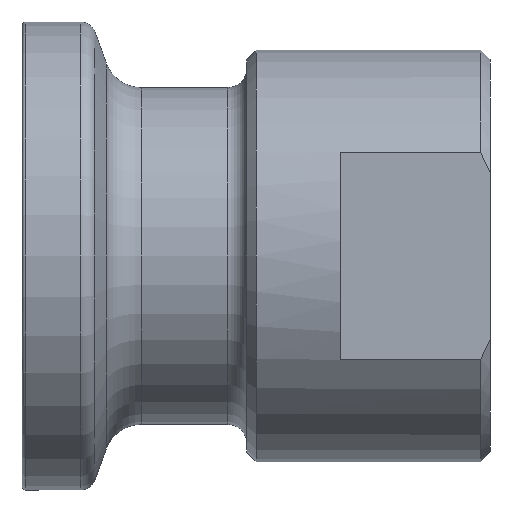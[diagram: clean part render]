
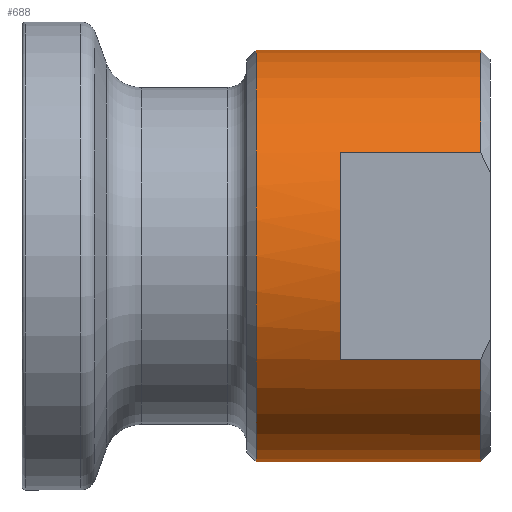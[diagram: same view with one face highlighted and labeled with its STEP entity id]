
A CAD part, front view. The second image highlights one B-rep face of the part: STEP entity #688.
In plain terms, the highlighted cylindrical face has radius 11 mm (diameter 22 mm), a partial arc.
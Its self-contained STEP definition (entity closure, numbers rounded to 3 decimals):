
#30 = DIRECTION ( 'NONE',  ( 1., 0., 0. ) ) ;
#36 = VERTEX_POINT ( 'NONE', #306 ) ;
#58 = CIRCLE ( 'NONE', #254, 11. ) ;
#62 = LINE ( 'NONE', #637, #1149 ) ;
#70 = DIRECTION ( 'NONE',  ( -1., 0., 0. ) ) ;
#144 = CARTESIAN_POINT ( 'NONE',  ( 24.5, 0., 0. ) ) ;
#156 = CIRCLE ( 'NONE', #1190, 11. ) ;
#193 = LINE ( 'NONE', #335, #1261 ) ;
#196 = DIRECTION ( 'NONE',  ( -1., 0., 0. ) ) ;
#254 = AXIS2_PLACEMENT_3D ( 'NONE', #1309, #328, #626 ) ;
#281 = VERTEX_POINT ( 'NONE', #885 ) ;
#288 = EDGE_CURVE ( 'NONE', #1085, #1052, #58, .T. ) ;
#289 = VERTEX_POINT ( 'NONE', #609 ) ;
#306 = CARTESIAN_POINT ( 'NONE',  ( 12.5, 0., -11. ) ) ;
#321 = CIRCLE ( 'NONE', #1257, 11. ) ;
#328 = DIRECTION ( 'NONE',  ( -1., 0., 0. ) ) ;
#335 = CARTESIAN_POINT ( 'NONE',  ( 0., -9.5, 5.545 ) ) ;
#359 = EDGE_CURVE ( 'NONE', #289, #830, #62, .T. ) ;
#383 = DIRECTION ( 'NONE',  ( 0., 0., 1. ) ) ;
#425 = LINE ( 'NONE', #757, #537 ) ;
#431 = CARTESIAN_POINT ( 'NONE',  ( 0., 0., 0. ) ) ;
#443 = AXIS2_PLACEMENT_3D ( 'NONE', #1186, #880, #874 ) ;
#470 = ORIENTED_EDGE ( 'NONE', *, *, #359, .T. ) ;
#476 = ORIENTED_EDGE ( 'NONE', *, *, #1428, .T. ) ;
#490 = LINE ( 'NONE', #926, #1346 ) ;
#502 = ORIENTED_EDGE ( 'NONE', *, *, #847, .T. ) ;
#526 = DIRECTION ( 'NONE',  ( -1., 0., 0. ) ) ;
#537 = VECTOR ( 'NONE', #196, 1000. ) ;
#541 = ORIENTED_EDGE ( 'NONE', *, *, #952, .F. ) ;
#551 = DIRECTION ( 'NONE',  ( 0., 0., 1. ) ) ;
#555 = EDGE_LOOP ( 'NONE', ( #541, #623, #1252, #682, #476, #1384, #470, #502 ) ) ;
#573 = VERTEX_POINT ( 'NONE', #1311 ) ;
#607 = DIRECTION ( 'NONE',  ( -1., 0., 0. ) ) ;
#609 = CARTESIAN_POINT ( 'NONE',  ( 24.5, 0., 11. ) ) ;
#623 = ORIENTED_EDGE ( 'NONE', *, *, #1058, .T. ) ;
#626 = DIRECTION ( 'NONE',  ( 0., 0., 1. ) ) ;
#637 = CARTESIAN_POINT ( 'NONE',  ( 0., 0., 11. ) ) ;
#651 = AXIS2_PLACEMENT_3D ( 'NONE', #431, #70, #551 ) ;
#682 = ORIENTED_EDGE ( 'NONE', *, *, #288, .T. ) ;
#688 = ADVANCED_FACE ( 'NONE', ( #746 ), #1064, .T. ) ;
#727 = DIRECTION ( 'NONE',  ( 0., 0., 1. ) ) ;
#746 = FACE_OUTER_BOUND ( 'NONE', #555, .T. ) ;
#755 = DIRECTION ( 'NONE',  ( 1., 0., 0. ) ) ;
#757 = CARTESIAN_POINT ( 'NONE',  ( 0., -9.5, -5.545 ) ) ;
#822 = EDGE_CURVE ( 'NONE', #281, #289, #321, .T. ) ;
#830 = VERTEX_POINT ( 'NONE', #1373 ) ;
#847 = EDGE_CURVE ( 'NONE', #830, #36, #156, .T. ) ;
#874 = DIRECTION ( 'NONE',  ( 0., 0., 1. ) ) ;
#880 = DIRECTION ( 'NONE',  ( -1., 0., 0. ) ) ;
#885 = CARTESIAN_POINT ( 'NONE',  ( 24.5, -9.5, 5.545 ) ) ;
#926 = CARTESIAN_POINT ( 'NONE',  ( 0., 0., -11. ) ) ;
#952 = EDGE_CURVE ( 'NONE', #573, #36, #490, .T. ) ;
#955 = CARTESIAN_POINT ( 'NONE',  ( 17., -9.5, 5.545 ) ) ;
#965 = CARTESIAN_POINT ( 'NONE',  ( 17., -9.5, -5.545 ) ) ;
#992 = VERTEX_POINT ( 'NONE', #1191 ) ;
#1052 = VERTEX_POINT ( 'NONE', #955 ) ;
#1058 = EDGE_CURVE ( 'NONE', #573, #992, #1216, .T. ) ;
#1064 = CYLINDRICAL_SURFACE ( 'NONE', #651, 11. ) ;
#1085 = VERTEX_POINT ( 'NONE', #965 ) ;
#1101 = EDGE_CURVE ( 'NONE', #992, #1085, #425, .T. ) ;
#1149 = VECTOR ( 'NONE', #526, 1000. ) ;
#1154 = CARTESIAN_POINT ( 'NONE',  ( 12.5, 0., 0. ) ) ;
#1186 = CARTESIAN_POINT ( 'NONE',  ( 24.5, 0., 0. ) ) ;
#1190 = AXIS2_PLACEMENT_3D ( 'NONE', #1154, #30, #383 ) ;
#1191 = CARTESIAN_POINT ( 'NONE',  ( 24.5, -9.5, -5.545 ) ) ;
#1216 = CIRCLE ( 'NONE', #443, 11. ) ;
#1252 = ORIENTED_EDGE ( 'NONE', *, *, #1101, .T. ) ;
#1257 = AXIS2_PLACEMENT_3D ( 'NONE', #144, #607, #727 ) ;
#1261 = VECTOR ( 'NONE', #755, 1000. ) ;
#1309 = CARTESIAN_POINT ( 'NONE',  ( 17., 0., 0. ) ) ;
#1311 = CARTESIAN_POINT ( 'NONE',  ( 24.5, 0., -11. ) ) ;
#1346 = VECTOR ( 'NONE', #1354, 1000. ) ;
#1354 = DIRECTION ( 'NONE',  ( -1., 0., 0. ) ) ;
#1373 = CARTESIAN_POINT ( 'NONE',  ( 12.5, 0., 11. ) ) ;
#1384 = ORIENTED_EDGE ( 'NONE', *, *, #822, .T. ) ;
#1428 = EDGE_CURVE ( 'NONE', #1052, #281, #193, .T. ) ;
